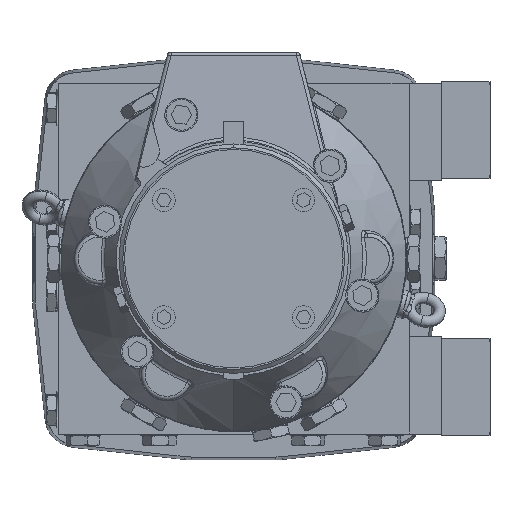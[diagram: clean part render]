
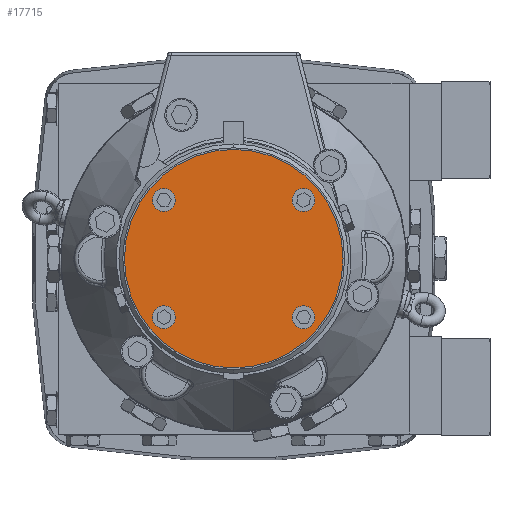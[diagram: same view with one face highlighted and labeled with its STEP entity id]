
A CAD part, left-side view. The second image highlights one B-rep face of the part: STEP entity #17715.
In plain terms, the highlighted planar face has unit normal (1, 0, 0).
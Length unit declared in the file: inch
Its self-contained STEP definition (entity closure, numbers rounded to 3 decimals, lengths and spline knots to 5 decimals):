
#17655=CARTESIAN_POINT('',(-17.4311,3.4155,0.0));
#17656=DIRECTION('',(1.0,0.0,0.0));
#17657=DIRECTION('',(0.0,0.0,-1.0));
#17658=AXIS2_PLACEMENT_3D('',#17655,#17656,#17657);
#17659=PLANE('',#17658);
#17660=CARTESIAN_POINT('',(-17.4311,0.,-3.375));
#17661=VERTEX_POINT('',#17660);
#17662=CARTESIAN_POINT('',(-17.4311,0.,0.));
#17663=DIRECTION('',(1.0,0.0,0.0));
#17664=DIRECTION('',(0.0,0.0,1.0));
#17665=AXIS2_PLACEMENT_3D('',#17662,#17663,#17664);
#17666=CIRCLE('',#17665,3.375);
#17667=EDGE_CURVE('',#17661,#17661,#17666,.T.);
#17668=ORIENTED_EDGE('',*,*,#17667,.T.);
#17669=EDGE_LOOP('',(#17668));
#17670=FACE_OUTER_BOUND('',#17669,.T.);
#17671=CARTESIAN_POINT('',(-17.4311,2.15638,1.52817));
#17672=VERTEX_POINT('',#17671);
#17673=CARTESIAN_POINT('',(-17.4311,2.15638,1.80942));
#17674=DIRECTION('',(-1.0,0.0,0.0));
#17675=DIRECTION('',(0.0,0.0,1.0));
#17676=AXIS2_PLACEMENT_3D('',#17673,#17674,#17675);
#17677=CIRCLE('',#17676,0.28125);
#17678=EDGE_CURVE('',#17672,#17672,#17677,.T.);
#17679=ORIENTED_EDGE('',*,*,#17678,.T.);
#17680=EDGE_LOOP('',(#17679));
#17681=FACE_BOUND('',#17680,.T.);
#17682=CARTESIAN_POINT('',(-17.4311,2.15638,-2.09067));
#17683=VERTEX_POINT('',#17682);
#17684=CARTESIAN_POINT('',(-17.4311,2.15638,-1.80942));
#17685=DIRECTION('',(-1.0,0.0,0.0));
#17686=DIRECTION('',(0.0,0.0,1.0));
#17687=AXIS2_PLACEMENT_3D('',#17684,#17685,#17686);
#17688=CIRCLE('',#17687,0.28125);
#17689=EDGE_CURVE('',#17683,#17683,#17688,.T.);
#17690=ORIENTED_EDGE('',*,*,#17689,.T.);
#17691=EDGE_LOOP('',(#17690));
#17692=FACE_BOUND('',#17691,.T.);
#17693=CARTESIAN_POINT('',(-17.4311,-2.15638,1.52817));
#17694=VERTEX_POINT('',#17693);
#17695=CARTESIAN_POINT('',(-17.4311,-2.15638,1.80942));
#17696=DIRECTION('',(-1.0,0.0,0.0));
#17697=DIRECTION('',(0.0,0.0,1.0));
#17698=AXIS2_PLACEMENT_3D('',#17695,#17696,#17697);
#17699=CIRCLE('',#17698,0.28125);
#17700=EDGE_CURVE('',#17694,#17694,#17699,.T.);
#17701=ORIENTED_EDGE('',*,*,#17700,.T.);
#17702=EDGE_LOOP('',(#17701));
#17703=FACE_BOUND('',#17702,.T.);
#17704=CARTESIAN_POINT('',(-17.4311,-2.15638,-2.09067));
#17705=VERTEX_POINT('',#17704);
#17706=CARTESIAN_POINT('',(-17.4311,-2.15638,-1.80942));
#17707=DIRECTION('',(-1.0,0.0,0.0));
#17708=DIRECTION('',(0.0,0.0,1.0));
#17709=AXIS2_PLACEMENT_3D('',#17706,#17707,#17708);
#17710=CIRCLE('',#17709,0.28125);
#17711=EDGE_CURVE('',#17705,#17705,#17710,.T.);
#17712=ORIENTED_EDGE('',*,*,#17711,.T.);
#17713=EDGE_LOOP('',(#17712));
#17714=FACE_BOUND('',#17713,.T.);
#17715=ADVANCED_FACE('',(#17670,#17681,#17692,#17703,#17714),#17659,.T.);
